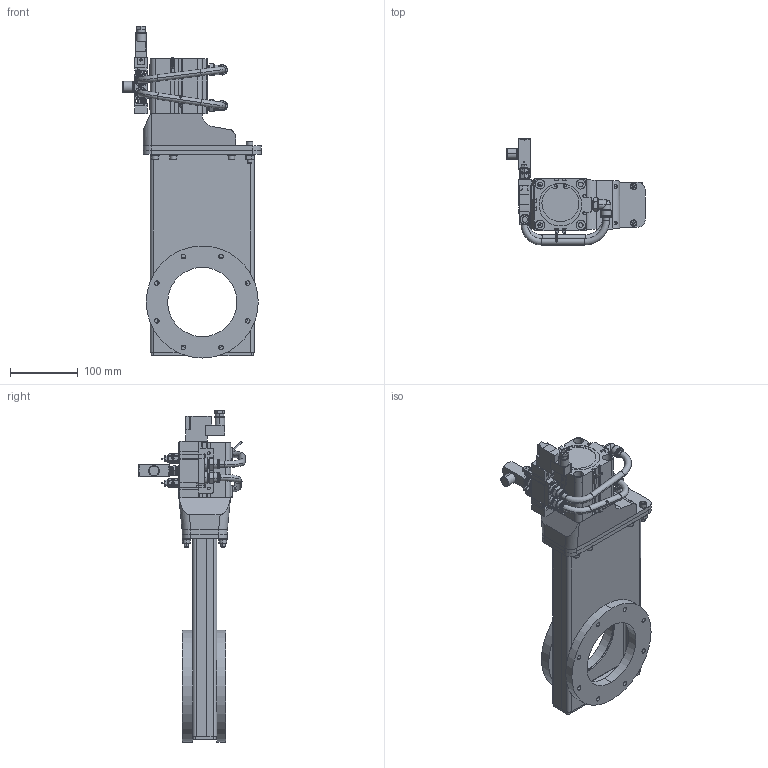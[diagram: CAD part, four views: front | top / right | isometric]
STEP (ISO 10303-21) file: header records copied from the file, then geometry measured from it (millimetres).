
FILE_DESCRIPTION (( 'STEP AP203' ), '1' );
FILE_NAME ('118306-15S.STEP', '2015-01-16T15:34:45', ( '' ), ( '' ), 'SwSTEP 2.0', 'SolidWorks 2015', '' );
FILE_SCHEMA (( 'CONFIG_CONTROL_DESIGN' ));
Length unit declared in the file: inch
Products named in the file (1): 118306-15S
Bounding box: 204.9 x 156.56 x 489.46 mm (x, y, z)
Surface area: 401658.2 mm2 (no closed solid volume)
Topology: 0 solids, 83 shells, 1107 faces, 3585 edges, 2511 vertices
Faces by surface type: plane 426, cylinder 365, cone 258, bspline 28, torus 28, sphere 2
Entity records: 62676 total; most frequent: CARTESIAN_POINT 32215, DIRECTION 6074, ORIENTED_EDGE 5977, EDGE_CURVE 3564, VERTEX_POINT 2511, AXIS2_PLACEMENT_3D 2211, VECTOR 1652, LINE 1652
